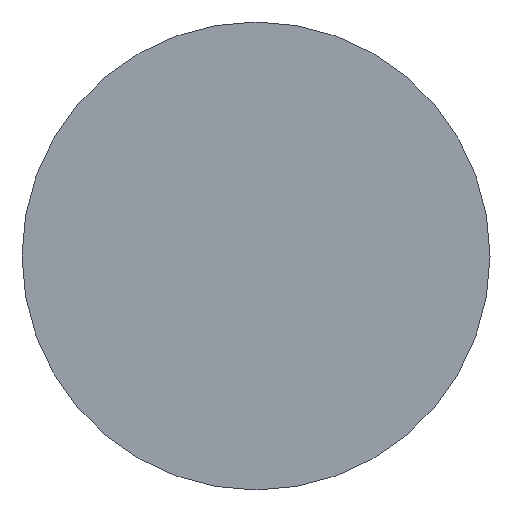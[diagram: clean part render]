
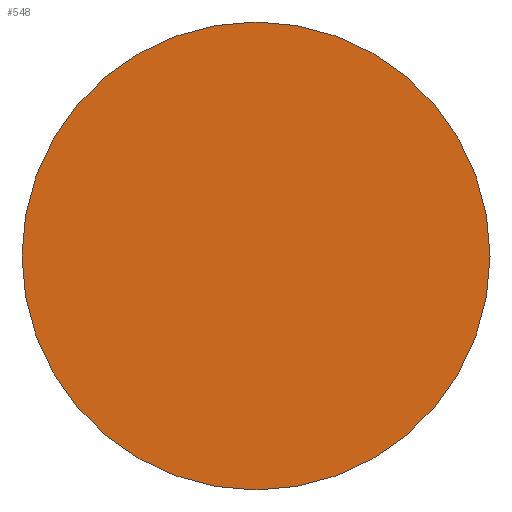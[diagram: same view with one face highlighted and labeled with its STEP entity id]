
A CAD part, front view. The second image highlights one B-rep face of the part: STEP entity #548.
In plain terms, the highlighted planar face has unit normal (0, -1, 0).
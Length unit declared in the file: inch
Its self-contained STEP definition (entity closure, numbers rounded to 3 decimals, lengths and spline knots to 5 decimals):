
#153 = DIRECTION ( 'NONE',  ( 1., 0., 0. ) ) ;
#159 = AXIS2_PLACEMENT_3D ( 'NONE', #1494, #2625, #153 ) ;
#407 = CARTESIAN_POINT ( 'NONE',  ( -0.21463, 0.17889, 0.02739 ) ) ;
#426 = EDGE_CURVE ( 'NONE', #843, #2495, #1549, .T. ) ;
#500 = DIRECTION ( 'NONE',  ( -1., 0., 0. ) ) ;
#548 = ADVANCED_FACE ( 'NONE', ( #951 ), #3096, .T. ) ;
#679 = DIRECTION ( 'NONE',  ( 0., -1., 0. ) ) ;
#778 = DIRECTION ( 'NONE',  ( 0., -1., 0. ) ) ;
#843 = VERTEX_POINT ( 'NONE', #3009 ) ;
#928 = ORIENTED_EDGE ( 'NONE', *, *, #3153, .T. ) ;
#951 = FACE_OUTER_BOUND ( 'NONE', #3057, .T. ) ;
#1316 = CARTESIAN_POINT ( 'NONE',  ( -0.21463, 0.17889, 0.02739 ) ) ;
#1494 = CARTESIAN_POINT ( 'NONE',  ( -0.83968, 0.17889, 0.02739 ) ) ;
#1549 = CIRCLE ( 'NONE', #2815, 0.62505 ) ;
#1762 = DIRECTION ( 'NONE',  ( -1., 0., 0. ) ) ;
#2495 = VERTEX_POINT ( 'NONE', #3400 ) ;
#2507 = AXIS2_PLACEMENT_3D ( 'NONE', #1316, #778, #500 ) ;
#2625 = DIRECTION ( 'NONE',  ( 0., -1., 0. ) ) ;
#2815 = AXIS2_PLACEMENT_3D ( 'NONE', #407, #679, #1762 ) ;
#3009 = CARTESIAN_POINT ( 'NONE',  ( 0.41042, 0.17889, 0.02739 ) ) ;
#3017 = CIRCLE ( 'NONE', #2507, 0.62505 ) ;
#3025 = ORIENTED_EDGE ( 'NONE', *, *, #426, .T. ) ;
#3057 = EDGE_LOOP ( 'NONE', ( #928, #3025 ) ) ;
#3096 = PLANE ( 'NONE',  #159 ) ;
#3153 = EDGE_CURVE ( 'NONE', #2495, #843, #3017, .T. ) ;
#3400 = CARTESIAN_POINT ( 'NONE',  ( -0.83968, 0.17889, 0.02739 ) ) ;
